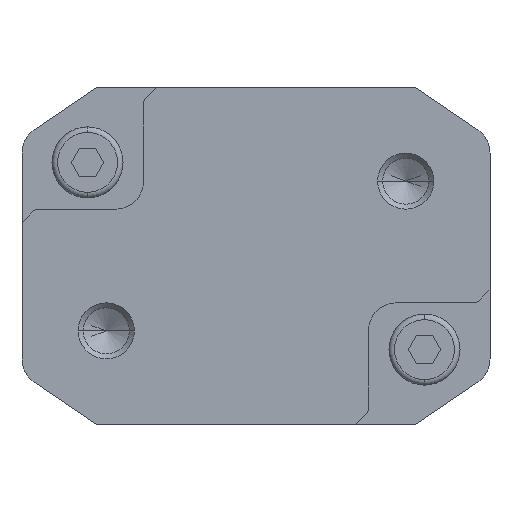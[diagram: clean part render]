
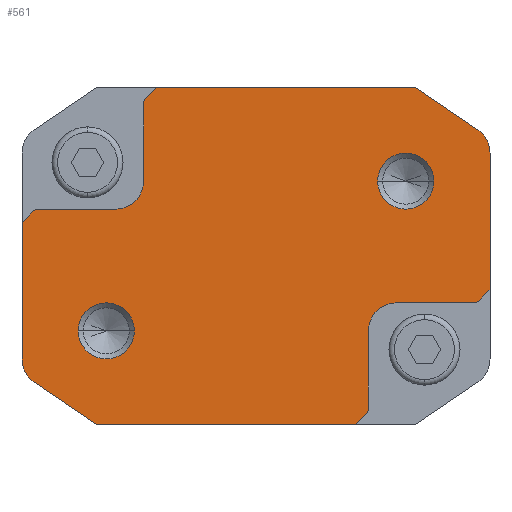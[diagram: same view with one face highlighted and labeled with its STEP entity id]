
A CAD part, front view. The second image highlights one B-rep face of the part: STEP entity #561.
In plain terms, the highlighted planar face has unit normal (0, -1, 0).
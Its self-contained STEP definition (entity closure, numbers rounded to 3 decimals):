
#561=ADVANCED_FACE('',(#1186,#1187,#1188),#1189,.F.);
#1186=FACE_BOUND('',#1851,.T.);
#1187=FACE_BOUND('',#1852,.T.);
#1188=FACE_OUTER_BOUND('',#1853,.T.);
#1189=PLANE('',#1854);
#1851=EDGE_LOOP('',(#3498,#3499));
#1852=EDGE_LOOP('',(#3500,#3501));
#1853=EDGE_LOOP('',(#3502,#3503,#3504,#3505,#3506,#3507,#3508,#3509,#3510,#3511,#3512,#3513,#3514,#3515,#3516,#3517,#3518,#3519,#3520,#3521,#3522,#3523));
#1854=AXIS2_PLACEMENT_3D('',#3524,#3525,#3526);
#3498=ORIENTED_EDGE('',*,*,#4082,.T.);
#3499=ORIENTED_EDGE('',*,*,#4084,.T.);
#3500=ORIENTED_EDGE('',*,*,#4060,.T.);
#3501=ORIENTED_EDGE('',*,*,#4095,.T.);
#3502=ORIENTED_EDGE('',*,*,#4427,.T.);
#3503=ORIENTED_EDGE('',*,*,#4518,.F.);
#3504=ORIENTED_EDGE('',*,*,#4571,.F.);
#3505=ORIENTED_EDGE('',*,*,#4573,.F.);
#3506=ORIENTED_EDGE('',*,*,#4541,.F.);
#3507=ORIENTED_EDGE('',*,*,#4453,.T.);
#3508=ORIENTED_EDGE('',*,*,#4457,.T.);
#3509=ORIENTED_EDGE('',*,*,#4460,.T.);
#3510=ORIENTED_EDGE('',*,*,#4463,.T.);
#3511=ORIENTED_EDGE('',*,*,#4466,.T.);
#3512=ORIENTED_EDGE('',*,*,#4469,.T.);
#3513=ORIENTED_EDGE('',*,*,#4449,.T.);
#3514=ORIENTED_EDGE('',*,*,#4533,.F.);
#3515=ORIENTED_EDGE('',*,*,#4576,.F.);
#3516=ORIENTED_EDGE('',*,*,#4578,.F.);
#3517=ORIENTED_EDGE('',*,*,#4526,.F.);
#3518=ORIENTED_EDGE('',*,*,#4431,.T.);
#3519=ORIENTED_EDGE('',*,*,#4435,.T.);
#3520=ORIENTED_EDGE('',*,*,#4438,.T.);
#3521=ORIENTED_EDGE('',*,*,#4441,.T.);
#3522=ORIENTED_EDGE('',*,*,#4444,.T.);
#3523=ORIENTED_EDGE('',*,*,#4447,.T.);
#3524=CARTESIAN_POINT('',(0.,0.,0.));
#3525=DIRECTION('',(0.,1.0,0.));
#3526=DIRECTION('',(0.,0.0,-1.0));
#4060=EDGE_CURVE('',#4907,#4909,#4911,.T.);
#4082=EDGE_CURVE('',#4942,#4944,#4946,.T.);
#4084=EDGE_CURVE('',#4944,#4942,#4948,.T.);
#4095=EDGE_CURVE('',#4909,#4907,#4959,.T.);
#4427=EDGE_CURVE('',#5461,#5462,#5463,.T.);
#4431=EDGE_CURVE('',#5467,#5468,#5469,.T.);
#4435=EDGE_CURVE('',#5468,#5473,#5474,.T.);
#4438=EDGE_CURVE('',#5473,#5477,#5478,.T.);
#4441=EDGE_CURVE('',#5477,#5481,#5482,.T.);
#4444=EDGE_CURVE('',#5481,#5485,#5486,.T.);
#4447=EDGE_CURVE('',#5485,#5461,#5489,.T.);
#4449=EDGE_CURVE('',#5491,#5492,#5493,.T.);
#4453=EDGE_CURVE('',#5497,#5498,#5499,.T.);
#4457=EDGE_CURVE('',#5498,#5503,#5504,.T.);
#4460=EDGE_CURVE('',#5503,#5507,#5508,.T.);
#4463=EDGE_CURVE('',#5507,#5511,#5512,.T.);
#4466=EDGE_CURVE('',#5511,#5515,#5516,.T.);
#4469=EDGE_CURVE('',#5515,#5491,#5519,.T.);
#4518=EDGE_CURVE('',#5585,#5462,#5587,.T.);
#4526=EDGE_CURVE('',#5467,#5597,#5598,.T.);
#4533=EDGE_CURVE('',#5607,#5492,#5609,.T.);
#4541=EDGE_CURVE('',#5497,#5619,#5620,.T.);
#4571=EDGE_CURVE('',#5668,#5585,#5670,.T.);
#4573=EDGE_CURVE('',#5619,#5668,#5672,.T.);
#4576=EDGE_CURVE('',#5674,#5607,#5676,.T.);
#4578=EDGE_CURVE('',#5597,#5674,#5678,.T.);
#4907=VERTEX_POINT('',#6064);
#4909=VERTEX_POINT('',#6067);
#4911=CIRCLE('',#6070,1.5);
#4942=VERTEX_POINT('',#6109);
#4944=VERTEX_POINT('',#6112);
#4946=CIRCLE('',#6115,1.5);
#4948=CIRCLE('',#6117,1.5);
#4959=CIRCLE('',#6128,1.5);
#5461=VERTEX_POINT('',#6805);
#5462=VERTEX_POINT('',#6806);
#5463=LINE('',#6807,#6808);
#5467=VERTEX_POINT('',#6814);
#5468=VERTEX_POINT('',#6815);
#5469=LINE('',#6816,#6817);
#5473=VERTEX_POINT('',#6823);
#5474=CIRCLE('',#6824,0.3);
#5477=VERTEX_POINT('',#6828);
#5478=LINE('',#6829,#6830);
#5481=VERTEX_POINT('',#6834);
#5482=CIRCLE('',#6835,1.5);
#5485=VERTEX_POINT('',#6839);
#5486=LINE('',#6840,#6841);
#5489=CIRCLE('',#6845,0.3);
#5491=VERTEX_POINT('',#6847);
#5492=VERTEX_POINT('',#6848);
#5493=LINE('',#6849,#6850);
#5497=VERTEX_POINT('',#6856);
#5498=VERTEX_POINT('',#6857);
#5499=LINE('',#6858,#6859);
#5503=VERTEX_POINT('',#6865);
#5504=CIRCLE('',#6866,0.3);
#5507=VERTEX_POINT('',#6870);
#5508=LINE('',#6871,#6872);
#5511=VERTEX_POINT('',#6876);
#5512=CIRCLE('',#6877,1.5);
#5515=VERTEX_POINT('',#6881);
#5516=LINE('',#6882,#6883);
#5519=CIRCLE('',#6887,0.3);
#5585=VERTEX_POINT('',#6979);
#5587=LINE('',#6982,#6983);
#5597=VERTEX_POINT('',#6996);
#5598=LINE('',#6997,#6998);
#5607=VERTEX_POINT('',#7011);
#5609=LINE('',#7014,#7015);
#5619=VERTEX_POINT('',#7028);
#5620=LINE('',#7029,#7030);
#5668=VERTEX_POINT('',#7095);
#5670=CIRCLE('',#7098,1.5);
#5672=LINE('',#7100,#7101);
#5674=VERTEX_POINT('',#7103);
#5676=CIRCLE('',#7106,1.5);
#5678=LINE('',#7108,#7109);
#6064=CARTESIAN_POINT('',(-9.5,0.,-4.0));
#6067=CARTESIAN_POINT('',(-6.5,0.,-4.0));
#6070=AXIS2_PLACEMENT_3D('',#7530,#7531,#7532);
#6109=CARTESIAN_POINT('',(6.5,0.,4.0));
#6112=CARTESIAN_POINT('',(9.5,0.,4.0));
#6115=AXIS2_PLACEMENT_3D('',#7561,#7562,#7563);
#6117=AXIS2_PLACEMENT_3D('',#7564,#7565,#7566);
#6128=AXIS2_PLACEMENT_3D('',#7579,#7580,#7581);
#6805=CARTESIAN_POINT('',(11.888,0.,-2.412));
#6806=CARTESIAN_POINT('',(12.5,0.,-1.8));
#6807=CARTESIAN_POINT('',(9.672,0.,-4.628));
#6808=VECTOR('',#7967,1.0);
#6814=CARTESIAN_POINT('',(5.3,0.,-9.0));
#6815=CARTESIAN_POINT('',(5.912,0.0,-8.388));
#6816=CARTESIAN_POINT('',(6.378,0.,-7.922));
#6817=VECTOR('',#7970,1.0);
#6823=CARTESIAN_POINT('',(6.0,0.0,-8.176));
#6824=AXIS2_PLACEMENT_3D('',#7973,#7974,#7975);
#6828=CARTESIAN_POINT('',(6.0,0.0,-4.0));
#6829=CARTESIAN_POINT('',(6.0,0.,-3.044));
#6830=VECTOR('',#7977,1.0);
#6834=CARTESIAN_POINT('',(7.5,0.,-2.5));
#6835=AXIS2_PLACEMENT_3D('',#7979,#7980,#7981);
#6839=CARTESIAN_POINT('',(11.676,0.,-2.5));
#6840=CARTESIAN_POINT('',(4.794,0.,-2.5));
#6841=VECTOR('',#7983,1.0);
#6845=AXIS2_PLACEMENT_3D('',#7985,#7986,#7987);
#6847=CARTESIAN_POINT('',(-11.888,0.,2.412));
#6848=CARTESIAN_POINT('',(-12.5,0.,1.8));
#6849=CARTESIAN_POINT('',(-9.672,0.,4.628));
#6850=VECTOR('',#7988,1.0);
#6856=CARTESIAN_POINT('',(-5.3,0.,9.0));
#6857=CARTESIAN_POINT('',(-5.912,0.0,8.388));
#6858=CARTESIAN_POINT('',(-6.378,0.,7.922));
#6859=VECTOR('',#7991,1.0);
#6865=CARTESIAN_POINT('',(-6.0,0.0,8.176));
#6866=AXIS2_PLACEMENT_3D('',#7994,#7995,#7996);
#6870=CARTESIAN_POINT('',(-6.0,0.0,4.0));
#6871=CARTESIAN_POINT('',(-6.0,0.,3.044));
#6872=VECTOR('',#7998,1.0);
#6876=CARTESIAN_POINT('',(-7.5,0.,2.5));
#6877=AXIS2_PLACEMENT_3D('',#8000,#8001,#8002);
#6881=CARTESIAN_POINT('',(-11.676,0.,2.5));
#6882=CARTESIAN_POINT('',(-4.794,0.,2.5));
#6883=VECTOR('',#8004,1.0);
#6887=AXIS2_PLACEMENT_3D('',#8006,#8007,#8008);
#6979=CARTESIAN_POINT('',(12.5,0.,5.5));
#6982=CARTESIAN_POINT('',(12.5,0.,5.5));
#6983=VECTOR('',#8054,1.0);
#6996=CARTESIAN_POINT('',(-8.5,0.,-9.0));
#6997=CARTESIAN_POINT('',(8.5,0.,-9.0));
#6998=VECTOR('',#8061,1.0);
#7011=CARTESIAN_POINT('',(-12.5,0.,-5.5));
#7014=CARTESIAN_POINT('',(-12.5,0.,-5.5));
#7015=VECTOR('',#8067,1.0);
#7028=CARTESIAN_POINT('',(8.5,0.,9.0));
#7029=CARTESIAN_POINT('',(-8.5,0.,9.0));
#7030=VECTOR('',#8074,1.0);
#7095=CARTESIAN_POINT('',(11.84,0.,6.743));
#7098=AXIS2_PLACEMENT_3D('',#8117,#8118,#8119);
#7100=CARTESIAN_POINT('',(8.5,0.,9.0));
#7101=VECTOR('',#8120,1.0);
#7103=CARTESIAN_POINT('',(-11.84,0.,-6.743));
#7106=AXIS2_PLACEMENT_3D('',#8122,#8123,#8124);
#7108=CARTESIAN_POINT('',(-8.5,0.,-9.0));
#7109=VECTOR('',#8125,1.0);
#7530=CARTESIAN_POINT('',(-8.0,0.,-4.0));
#7531=DIRECTION('',(0.,1.0,0.));
#7532=DIRECTION('',(-1.0,0.,0.0));
#7561=CARTESIAN_POINT('',(8.0,0.,4.0));
#7562=DIRECTION('',(0.,1.0,0.));
#7563=DIRECTION('',(-1.0,0.,0.0));
#7564=CARTESIAN_POINT('',(8.0,0.,4.0));
#7565=DIRECTION('',(0.,1.0,0.));
#7566=DIRECTION('',(-1.0,0.,0.0));
#7579=CARTESIAN_POINT('',(-8.0,0.,-4.0));
#7580=DIRECTION('',(0.,1.0,0.));
#7581=DIRECTION('',(-1.0,0.,0.0));
#7967=DIRECTION('',(0.707,0.,0.707));
#7970=DIRECTION('',(0.707,0.,0.707));
#7973=CARTESIAN_POINT('',(5.7,0.0,-8.176));
#7974=DIRECTION('',(0.,-1.0,0.));
#7975=DIRECTION('',(0.,0.0,-1.0));
#7977=DIRECTION('',(0.,0.,1.0));
#7979=CARTESIAN_POINT('',(7.5,0.,-4.0));
#7980=DIRECTION('',(0.,1.0,0.));
#7981=DIRECTION('',(0.,0.0,-1.0));
#7983=DIRECTION('',(1.0,0.,0.));
#7985=CARTESIAN_POINT('',(11.676,0.,-2.2));
#7986=DIRECTION('',(0.,-1.0,0.));
#7987=DIRECTION('',(0.,0.0,-1.0));
#7988=DIRECTION('',(-0.707,0.,-0.707));
#7991=DIRECTION('',(-0.707,0.,-0.707));
#7994=CARTESIAN_POINT('',(-5.7,0.0,8.176));
#7995=DIRECTION('',(0.,-1.0,0.));
#7996=DIRECTION('',(0.,0.,1.0));
#7998=DIRECTION('',(0.,0.,-1.0));
#8000=CARTESIAN_POINT('',(-7.5,0.,4.0));
#8001=DIRECTION('',(0.,1.0,0.));
#8002=DIRECTION('',(0.,0.,1.0));
#8004=DIRECTION('',(-1.0,0.,0.));
#8006=CARTESIAN_POINT('',(-11.676,0.,2.2));
#8007=DIRECTION('',(0.,-1.0,0.));
#8008=DIRECTION('',(0.,0.,1.0));
#8054=DIRECTION('',(0.,0.0,-1.0));
#8061=DIRECTION('',(-1.0,0.,0.));
#8067=DIRECTION('',(0.,0.0,1.0));
#8074=DIRECTION('',(1.0,0.,0.));
#8117=CARTESIAN_POINT('',(11.0,0.,5.5));
#8118=DIRECTION('',(0.,1.0,0.));
#8119=DIRECTION('',(0.,0.0,-1.0));
#8120=DIRECTION('',(0.829,0.,-0.56));
#8122=CARTESIAN_POINT('',(-11.0,0.,-5.5));
#8123=DIRECTION('',(0.,1.0,0.));
#8124=DIRECTION('',(0.,0.0,-1.0));
#8125=DIRECTION('',(-0.829,0.,0.56));
